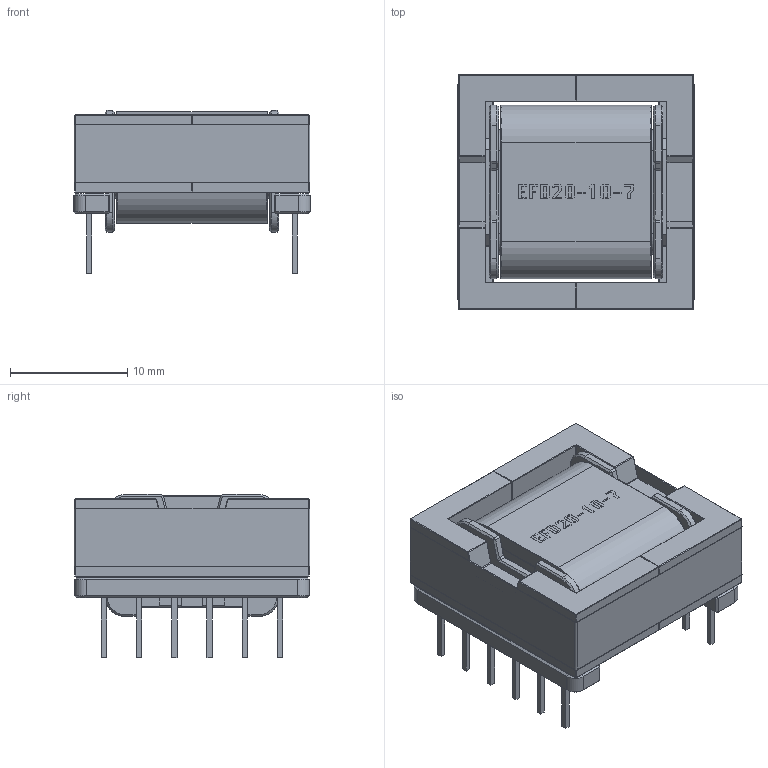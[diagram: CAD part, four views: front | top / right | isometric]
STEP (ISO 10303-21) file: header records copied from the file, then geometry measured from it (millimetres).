
FILE_DESCRIPTION(/* description */ ('model of EFD20-10-7_12pin_pitch3mm'),/* implementation_level */ '2;1');
FILE_NAME(/* name */ 'EFD20-10-7_12pin_pitch3mm.stp',/* time_stamp */ '2016-01-08T00:25:03',/* author */ ('Joan The Spark',''),/* organization */ (''),/* preprocessor_version */ '',/* originating_system */ '',/* authorisation */ '');
FILE_SCHEMA (('AUTOMOTIVE_DESIGN { 1 0 10303 214 3 1 1 }'));
Length unit declared in the file: millimetre
Products named in the file (1): EFD-x-x-x_series
Bounding box: 20.2 x 20.1 x 13.9 mm (x, y, z)
Volume: 3180.6 mm3; surface area: 2953.9 mm2
Topology: 2 solids, 2 shells, 645 faces, 1544 edges, 940 vertices
Faces by surface type: plane 569, cylinder 52, cone 24
Entity records: 18709 total; most frequent: CARTESIAN_POINT 3138, ORIENTED_EDGE 3088, DIRECTION 2964, EDGE_CURVE 1544, LINE 1408, VECTOR 1408, VERTEX_POINT 940, AXIS2_PLACEMENT_3D 778
